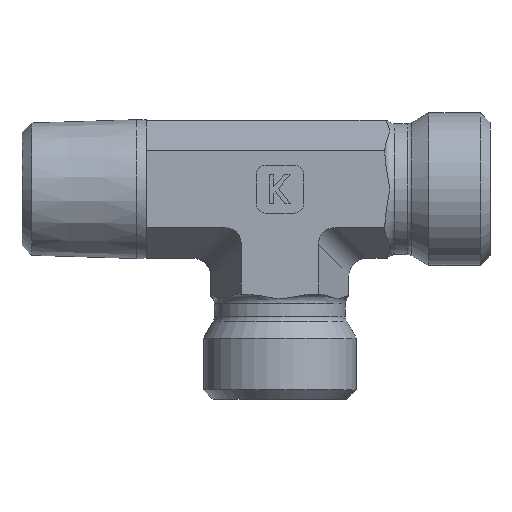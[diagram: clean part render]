
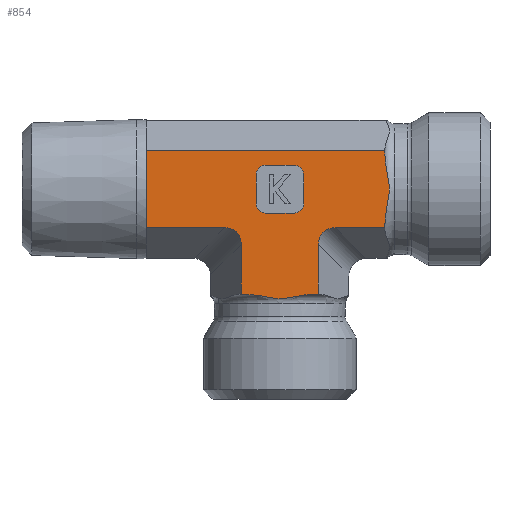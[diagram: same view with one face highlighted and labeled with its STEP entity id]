
A CAD part, left-side view. The second image highlights one B-rep face of the part: STEP entity #854.
In plain terms, the highlighted planar face has unit normal (-1, 0, 0).
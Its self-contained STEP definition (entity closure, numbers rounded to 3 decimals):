
#442=CARTESIAN_POINT('',(-26.485,23.544,16.541));
#443=VERTEX_POINT('',#442);
#444=CARTESIAN_POINT('',(-26.485,23.544,14.447));
#445=VERTEX_POINT('',#444);
#446=CARTESIAN_POINT('',(-26.485,23.544,16.541));
#447=DIRECTION('',(0.0,0.0,-1.0));
#448=VECTOR('',#447,2.094);
#449=LINE('',#446,#448);
#450=EDGE_CURVE('',#443,#445,#449,.T.);
#475=CARTESIAN_POINT('',(-26.485,23.544,10.553));
#476=VERTEX_POINT('',#475);
#477=CARTESIAN_POINT('',(-26.485,23.544,8.459));
#478=VERTEX_POINT('',#477);
#479=CARTESIAN_POINT('',(-26.485,23.544,10.553));
#480=DIRECTION('',(0.0,0.0,-1.0));
#481=VECTOR('',#480,2.094);
#482=LINE('',#479,#481);
#483=EDGE_CURVE('',#476,#478,#482,.T.);
#617=CARTESIAN_POINT('',(-26.485,23.544,14.447));
#618=DIRECTION('',(0.0,0.0,-1.0));
#619=VECTOR('',#618,3.894);
#620=LINE('',#617,#619);
#621=EDGE_CURVE('',#445,#476,#620,.T.);
#656=CARTESIAN_POINT('',(-26.485,5.502,0.0));
#657=DIRECTION('',(-1.0,0.0,0.0));
#658=DIRECTION('',(0.0,0.0,1.0));
#659=AXIS2_PLACEMENT_3D('',#656,#657,#658);
#660=PLANE('',#659);
#661=ORIENTED_EDGE('',*,*,#450,.T.);
#662=ORIENTED_EDGE('',*,*,#621,.T.);
#663=ORIENTED_EDGE('',*,*,#483,.T.);
#664=CARTESIAN_POINT('',(-26.485,15.317,8.459));
#665=VERTEX_POINT('',#664);
#666=CARTESIAN_POINT('',(-26.485,15.317,8.459));
#667=DIRECTION('',(0.0,1.0,0.0));
#668=VECTOR('',#667,8.226);
#669=LINE('',#666,#668);
#670=EDGE_CURVE('',#665,#478,#669,.T.);
#671=ORIENTED_EDGE('',*,*,#670,.F.);
#672=CARTESIAN_POINT('',(-26.485,13.585,6.726));
#673=VERTEX_POINT('',#672);
#674=CARTESIAN_POINT('',(-26.485,15.895,6.149));
#675=DIRECTION('',(-1.0,0.0,0.0));
#676=DIRECTION('',(0.0,-0.707,0.707));
#677=AXIS2_PLACEMENT_3D('',#674,#675,#676);
#678=ELLIPSE('',#677,2.582,2.0);
#679=EDGE_CURVE('',#673,#665,#678,.T.);
#680=ORIENTED_EDGE('',*,*,#679,.F.);
#681=CARTESIAN_POINT('',(-26.485,13.585,1.5));
#682=VERTEX_POINT('',#681);
#683=CARTESIAN_POINT('',(-26.485,13.585,1.5));
#684=DIRECTION('',(0.0,0.0,1.0));
#685=VECTOR('',#684,5.226);
#686=LINE('',#683,#685);
#687=EDGE_CURVE('',#682,#673,#686,.T.);
#688=ORIENTED_EDGE('',*,*,#687,.F.);
#689=CARTESIAN_POINT('',(-26.485,13.097,1.5));
#690=VERTEX_POINT('',#689);
#691=CARTESIAN_POINT('',(-26.485,13.585,1.5));
#692=DIRECTION('',(0.0,-1.0,0.0));
#693=VECTOR('',#692,0.489);
#694=LINE('',#691,#693);
#695=EDGE_CURVE('',#682,#690,#694,.T.);
#696=ORIENTED_EDGE('',*,*,#695,.T.);
#697=CARTESIAN_POINT('',(-26.485,5.991,1.5));
#698=VERTEX_POINT('',#697);
#699=CARTESIAN_POINT('',(-26.485,13.097,1.5));
#700=CARTESIAN_POINT('',(-26.485,12.698,1.5));
#701=CARTESIAN_POINT('',(-26.485,12.222,1.442));
#702=CARTESIAN_POINT('',(-26.485,11.113,1.25));
#703=CARTESIAN_POINT('',(-26.485,10.27,1.027));
#704=CARTESIAN_POINT('',(-26.485,8.817,1.027));
#705=CARTESIAN_POINT('',(-26.485,7.975,1.25));
#706=CARTESIAN_POINT('',(-26.485,6.865,1.442));
#707=CARTESIAN_POINT('',(-26.485,6.39,1.5));
#708=CARTESIAN_POINT('',(-26.485,5.991,1.5));
#709=B_SPLINE_CURVE_WITH_KNOTS('',3,(#699,#700,#701,#702,#703,#704,#705,#706,#707,#708),.UNSPECIFIED.,.F.,.U.,(4,2,2,2,4),(0.775,0.894,1.112,1.33,1.45),.UNSPECIFIED.);
#710=EDGE_CURVE('',#690,#698,#709,.T.);
#711=ORIENTED_EDGE('',*,*,#710,.T.);
#712=CARTESIAN_POINT('',(-26.485,5.502,1.5));
#713=VERTEX_POINT('',#712);
#714=CARTESIAN_POINT('',(-26.485,5.991,1.5));
#715=DIRECTION('',(0.0,-1.0,0.0));
#716=VECTOR('',#715,0.489);
#717=LINE('',#714,#716);
#718=EDGE_CURVE('',#698,#713,#717,.T.);
#719=ORIENTED_EDGE('',*,*,#718,.T.);
#720=CARTESIAN_POINT('',(-26.485,5.502,6.726));
#721=VERTEX_POINT('',#720);
#722=CARTESIAN_POINT('',(-26.485,5.502,1.5));
#723=DIRECTION('',(0.0,0.0,1.0));
#724=VECTOR('',#723,5.226);
#725=LINE('',#722,#724);
#726=EDGE_CURVE('',#713,#721,#725,.T.);
#727=ORIENTED_EDGE('',*,*,#726,.T.);
#728=CARTESIAN_POINT('',(-26.485,3.77,8.459));
#729=VERTEX_POINT('',#728);
#730=CARTESIAN_POINT('',(-26.485,3.193,6.149));
#731=DIRECTION('',(-1.0,0.0,0.0));
#732=DIRECTION('',(0.0,0.707,0.707));
#733=AXIS2_PLACEMENT_3D('',#730,#731,#732);
#734=ELLIPSE('',#733,2.582,2.0);
#735=EDGE_CURVE('',#729,#721,#734,.T.);
#736=ORIENTED_EDGE('',*,*,#735,.F.);
#737=CARTESIAN_POINT('',(-26.485,-1.456,8.459));
#738=VERTEX_POINT('',#737);
#739=CARTESIAN_POINT('',(-26.485,3.77,8.459));
#740=DIRECTION('',(0.0,-1.0,0.0));
#741=VECTOR('',#740,5.226);
#742=LINE('',#739,#741);
#743=EDGE_CURVE('',#729,#738,#742,.T.);
#744=ORIENTED_EDGE('',*,*,#743,.T.);
#745=CARTESIAN_POINT('',(-26.485,-1.456,8.947));
#746=VERTEX_POINT('',#745);
#747=CARTESIAN_POINT('',(-26.485,-1.456,8.459));
#748=DIRECTION('',(0.0,0.0,1.0));
#749=VECTOR('',#748,0.489);
#750=LINE('',#747,#749);
#751=EDGE_CURVE('',#738,#746,#750,.T.);
#752=ORIENTED_EDGE('',*,*,#751,.T.);
#753=CARTESIAN_POINT('',(-26.485,-1.456,16.053));
#754=VERTEX_POINT('',#753);
#755=CARTESIAN_POINT('',(-26.485,-1.456,8.947));
#756=CARTESIAN_POINT('',(-26.485,-1.456,9.346));
#757=CARTESIAN_POINT('',(-26.485,-1.514,9.822));
#758=CARTESIAN_POINT('',(-26.485,-1.706,10.931));
#759=CARTESIAN_POINT('',(-26.485,-1.929,11.773));
#760=CARTESIAN_POINT('',(-26.485,-1.929,13.227));
#761=CARTESIAN_POINT('',(-26.485,-1.706,14.069));
#762=CARTESIAN_POINT('',(-26.485,-1.514,15.178));
#763=CARTESIAN_POINT('',(-26.485,-1.456,15.654));
#764=CARTESIAN_POINT('',(-26.485,-1.456,16.053));
#765=B_SPLINE_CURVE_WITH_KNOTS('',3,(#755,#756,#757,#758,#759,#760,#761,#762,#763,#764),.UNSPECIFIED.,.F.,.U.,(4,2,2,2,4),(0.775,0.894,1.112,1.33,1.45),.UNSPECIFIED.);
#766=EDGE_CURVE('',#746,#754,#765,.T.);
#767=ORIENTED_EDGE('',*,*,#766,.T.);
#768=CARTESIAN_POINT('',(-26.485,-1.456,16.541));
#769=VERTEX_POINT('',#768);
#770=CARTESIAN_POINT('',(-26.485,-1.456,16.053));
#771=DIRECTION('',(0.0,0.0,1.0));
#772=VECTOR('',#771,0.489);
#773=LINE('',#770,#772);
#774=EDGE_CURVE('',#754,#769,#773,.T.);
#775=ORIENTED_EDGE('',*,*,#774,.T.);
#776=CARTESIAN_POINT('',(-26.485,23.544,16.541));
#777=DIRECTION('',(0.0,-1.0,0.0));
#778=VECTOR('',#777,25.);
#779=LINE('',#776,#778);
#780=EDGE_CURVE('',#443,#769,#779,.T.);
#781=ORIENTED_EDGE('',*,*,#780,.F.);
#782=EDGE_LOOP('',(#661,#662,#663,#671,#680,#688,#696,#711,#719,#727,#736,#744,#752,#767,#775,#781));
#783=FACE_OUTER_BOUND('',#782,.T.);
#784=CARTESIAN_POINT('',(-26.485,11.044,15.0));
#785=VERTEX_POINT('',#784);
#786=CARTESIAN_POINT('',(-26.485,8.044,15.0));
#787=VERTEX_POINT('',#786);
#788=CARTESIAN_POINT('',(-26.485,11.044,15.0));
#789=DIRECTION('',(0.0,-1.0,0.0));
#790=VECTOR('',#789,3.0);
#791=LINE('',#788,#790);
#792=EDGE_CURVE('',#785,#787,#791,.T.);
#793=ORIENTED_EDGE('',*,*,#792,.T.);
#794=CARTESIAN_POINT('',(-26.485,7.044,14.0));
#795=VERTEX_POINT('',#794);
#796=CARTESIAN_POINT('',(-26.485,8.044,14.0));
#797=DIRECTION('',(-1.0,0.0,0.0));
#798=DIRECTION('',(0.0,-0.707,0.707));
#799=AXIS2_PLACEMENT_3D('',#796,#797,#798);
#800=CIRCLE('',#799,1.0);
#801=EDGE_CURVE('',#795,#787,#800,.T.);
#802=ORIENTED_EDGE('',*,*,#801,.F.);
#803=CARTESIAN_POINT('',(-26.485,7.044,11.));
#804=VERTEX_POINT('',#803);
#805=CARTESIAN_POINT('',(-26.485,7.044,14.0));
#806=DIRECTION('',(0.0,0.0,-1.0));
#807=VECTOR('',#806,3.);
#808=LINE('',#805,#807);
#809=EDGE_CURVE('',#795,#804,#808,.T.);
#810=ORIENTED_EDGE('',*,*,#809,.T.);
#811=CARTESIAN_POINT('',(-26.485,8.044,10.));
#812=VERTEX_POINT('',#811);
#813=CARTESIAN_POINT('',(-26.485,8.044,11.));
#814=DIRECTION('',(-1.0,0.0,0.0));
#815=DIRECTION('',(0.0,-0.707,-0.707));
#816=AXIS2_PLACEMENT_3D('',#813,#814,#815);
#817=CIRCLE('',#816,1.0);
#818=EDGE_CURVE('',#812,#804,#817,.T.);
#819=ORIENTED_EDGE('',*,*,#818,.F.);
#820=CARTESIAN_POINT('',(-26.485,11.044,10.));
#821=VERTEX_POINT('',#820);
#822=CARTESIAN_POINT('',(-26.485,8.044,10.));
#823=DIRECTION('',(0.0,1.0,0.0));
#824=VECTOR('',#823,3.0);
#825=LINE('',#822,#824);
#826=EDGE_CURVE('',#812,#821,#825,.T.);
#827=ORIENTED_EDGE('',*,*,#826,.T.);
#828=CARTESIAN_POINT('',(-26.485,12.044,11.));
#829=VERTEX_POINT('',#828);
#830=CARTESIAN_POINT('',(-26.485,11.044,11.));
#831=DIRECTION('',(-1.0,0.0,0.0));
#832=DIRECTION('',(0.0,0.707,-0.707));
#833=AXIS2_PLACEMENT_3D('',#830,#831,#832);
#834=CIRCLE('',#833,1.0);
#835=EDGE_CURVE('',#829,#821,#834,.T.);
#836=ORIENTED_EDGE('',*,*,#835,.F.);
#837=CARTESIAN_POINT('',(-26.485,12.044,14.0));
#838=VERTEX_POINT('',#837);
#839=CARTESIAN_POINT('',(-26.485,12.044,11.));
#840=DIRECTION('',(0.0,0.0,1.0));
#841=VECTOR('',#840,3.);
#842=LINE('',#839,#841);
#843=EDGE_CURVE('',#829,#838,#842,.T.);
#844=ORIENTED_EDGE('',*,*,#843,.T.);
#845=CARTESIAN_POINT('',(-26.485,11.044,14.0));
#846=DIRECTION('',(-1.0,0.0,0.0));
#847=DIRECTION('',(0.0,0.707,0.707));
#848=AXIS2_PLACEMENT_3D('',#845,#846,#847);
#849=CIRCLE('',#848,1.0);
#850=EDGE_CURVE('',#785,#838,#849,.T.);
#851=ORIENTED_EDGE('',*,*,#850,.F.);
#852=EDGE_LOOP('',(#793,#802,#810,#819,#827,#836,#844,#851));
#853=FACE_BOUND('',#852,.T.);
#854=ADVANCED_FACE('',(#783,#853),#660,.T.);
